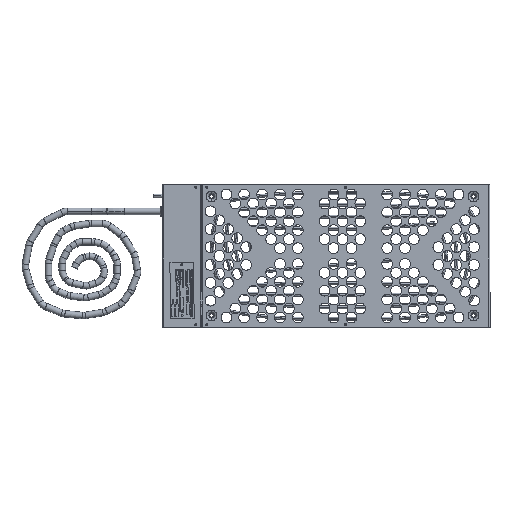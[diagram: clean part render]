
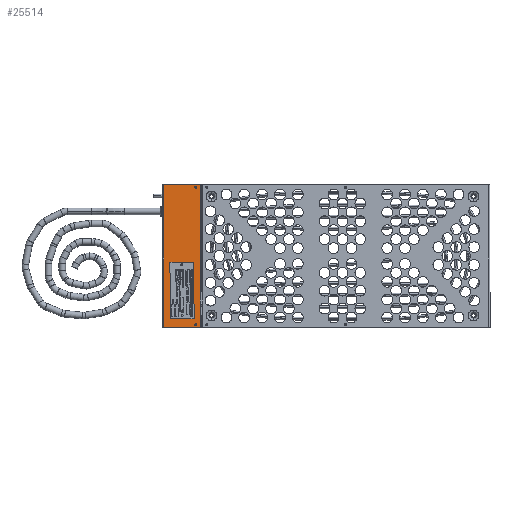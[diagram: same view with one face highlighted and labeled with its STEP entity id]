
A CAD part, top view. The second image highlights one B-rep face of the part: STEP entity #25514.
In plain terms, the highlighted planar face has unit normal (0, 0, 1).
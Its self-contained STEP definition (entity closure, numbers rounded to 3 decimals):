
#1353 = VERTEX_POINT ( 'NONE', #64183 ) ;
#4334 = DIRECTION ( 'NONE',  ( 1., 0., 0. ) ) ;
#4902 = PLANE ( 'NONE',  #52062 ) ;
#5928 = DIRECTION ( 'NONE',  ( 1., 0., 0. ) ) ;
#5959 = EDGE_CURVE ( 'NONE', #140518, #111848, #138709, .T. ) ;
#6543 = CARTESIAN_POINT ( 'NONE',  ( 115.5, 23.5, 0. ) ) ;
#6659 = DIRECTION ( 'NONE',  ( 0., 0., 1. ) ) ;
#6780 = ORIENTED_EDGE ( 'NONE', *, *, #43516, .T. ) ;
#8475 = CARTESIAN_POINT ( 'NONE',  ( 120., 30.763, 0. ) ) ;
#8838 = EDGE_CURVE ( 'NONE', #112904, #68008, #130339, .T. ) ;
#12092 = ORIENTED_EDGE ( 'NONE', *, *, #97906, .F. ) ;
#13835 = CARTESIAN_POINT ( 'NONE',  ( 60., 30.763, 0. ) ) ;
#16093 = EDGE_LOOP ( 'NONE', ( #12092, #81255 ) ) ;
#16632 = EDGE_LOOP ( 'NONE', ( #98727, #27773, #97202, #39339, #29207, #34265, #84119, #6780 ) ) ;
#17109 = DIRECTION ( 'NONE',  ( 0., 0., 1. ) ) ;
#18004 = DIRECTION ( 'NONE',  ( 1., 0., 0. ) ) ;
#19075 = DIRECTION ( 'NONE',  ( -1., 0., 0. ) ) ;
#20767 = CARTESIAN_POINT ( 'NONE',  ( 120., -30.763, 0. ) ) ;
#21491 = DIRECTION ( 'NONE',  ( 0., 0., -1. ) ) ;
#22133 = DIRECTION ( 'NONE',  ( 0., 0., 1. ) ) ;
#22245 = VECTOR ( 'NONE', #28220, 1000. ) ;
#23042 = DIRECTION ( 'NONE',  ( -1., 0., 0. ) ) ;
#23261 = LINE ( 'NONE', #103386, #28333 ) ;
#24930 = DIRECTION ( 'NONE',  ( -1., 0., 0. ) ) ;
#25514 = ADVANCED_FACE ( 'NONE', ( #36320, #142209, #138666, #75167, #78693 ), #4902, .T. ) ;
#26501 = CARTESIAN_POINT ( 'NONE',  ( 15.001, 0., 0. ) ) ;
#27773 = ORIENTED_EDGE ( 'NONE', *, *, #116229, .T. ) ;
#28220 = DIRECTION ( 'NONE',  ( -1., 0., 0. ) ) ;
#28333 = VECTOR ( 'NONE', #24930, 1000. ) ;
#29052 = EDGE_CURVE ( 'NONE', #111848, #140518, #39058, .T. ) ;
#29207 = ORIENTED_EDGE ( 'NONE', *, *, #96122, .T. ) ;
#32753 = VERTEX_POINT ( 'NONE', #115398 ) ;
#33958 = LINE ( 'NONE', #124147, #120394 ) ;
#34094 = CARTESIAN_POINT ( 'NONE',  ( 120., -32.5, 0. ) ) ;
#34265 = ORIENTED_EDGE ( 'NONE', *, *, #123119, .T. ) ;
#35717 = DIRECTION ( 'NONE',  ( 1., 0., 0. ) ) ;
#36320 = FACE_BOUND ( 'NONE', #92430, .T. ) ;
#37494 = DIRECTION ( 'NONE',  ( 1., 0., 0. ) ) ;
#38483 = CARTESIAN_POINT ( 'NONE',  ( -120., 32.5, 0. ) ) ;
#39058 = CIRCLE ( 'NONE', #107960, 1.75 ) ;
#39339 = ORIENTED_EDGE ( 'NONE', *, *, #102649, .F. ) ;
#39830 = CIRCLE ( 'NONE', #128473, 1.65 ) ;
#41507 = EDGE_CURVE ( 'NONE', #64333, #111192, #88513, .T. ) ;
#41903 = CARTESIAN_POINT ( 'NONE',  ( 118.5, 30.763, 0. ) ) ;
#42416 = CIRCLE ( 'NONE', #58151, 1.75 ) ;
#43516 = EDGE_CURVE ( 'NONE', #46969, #140796, #68726, .T. ) ;
#43723 = EDGE_LOOP ( 'NONE', ( #63123, #60355 ) ) ;
#46969 = VERTEX_POINT ( 'NONE', #125040 ) ;
#48454 = VECTOR ( 'NONE', #5928, 1000. ) ;
#51861 = VECTOR ( 'NONE', #89929, 1000. ) ;
#52062 = AXIS2_PLACEMENT_3D ( 'NONE', #38483, #81939, #37494 ) ;
#53701 = CARTESIAN_POINT ( 'NONE',  ( 16.651, 0., 0. ) ) ;
#56291 = DIRECTION ( 'NONE',  ( 0., 0., 1. ) ) ;
#58151 = AXIS2_PLACEMENT_3D ( 'NONE', #6543, #63395, #130376 ) ;
#58401 = VECTOR ( 'NONE', #19075, 1000. ) ;
#59846 = ORIENTED_EDGE ( 'NONE', *, *, #41507, .F. ) ;
#60355 = ORIENTED_EDGE ( 'NONE', *, *, #8838, .F. ) ;
#62082 = ORIENTED_EDGE ( 'NONE', *, *, #5959, .T. ) ;
#63123 = ORIENTED_EDGE ( 'NONE', *, *, #105194, .F. ) ;
#63395 = DIRECTION ( 'NONE',  ( 0., 0., 1. ) ) ;
#64183 = CARTESIAN_POINT ( 'NONE',  ( 117.25, 23.5, 0. ) ) ;
#64333 = VERTEX_POINT ( 'NONE', #107490 ) ;
#66000 = VERTEX_POINT ( 'NONE', #67129 ) ;
#66008 = CARTESIAN_POINT ( 'NONE',  ( -115.5, 23.5, 0. ) ) ;
#67129 = CARTESIAN_POINT ( 'NONE',  ( -118.5, 30.763, 0. ) ) ;
#67169 = CARTESIAN_POINT ( 'NONE',  ( 100., 0.5, 0. ) ) ;
#68008 = VERTEX_POINT ( 'NONE', #100852 ) ;
#68382 = CARTESIAN_POINT ( 'NONE',  ( -120., -30.763, 0. ) ) ;
#68726 = LINE ( 'NONE', #68382, #82863 ) ;
#69555 = LINE ( 'NONE', #34094, #51861 ) ;
#72362 = CARTESIAN_POINT ( 'NONE',  ( -113.75, 23.5, 0. ) ) ;
#73368 = AXIS2_PLACEMENT_3D ( 'NONE', #109285, #6659, #18004 ) ;
#75167 = FACE_BOUND ( 'NONE', #16093, .T. ) ;
#75190 = CARTESIAN_POINT ( 'NONE',  ( 60., 30.763, 0. ) ) ;
#78693 = FACE_BOUND ( 'NONE', #139781, .T. ) ;
#78753 = CIRCLE ( 'NONE', #73368, 1.65 ) ;
#78937 = DIRECTION ( 'NONE',  ( 1., 0., 0. ) ) ;
#79421 = LINE ( 'NONE', #98540, #58401 ) ;
#81255 = ORIENTED_EDGE ( 'NONE', *, *, #105451, .F. ) ;
#81939 = DIRECTION ( 'NONE',  ( 0., 0., 1. ) ) ;
#82863 = VECTOR ( 'NONE', #35717, 1000. ) ;
#84119 = ORIENTED_EDGE ( 'NONE', *, *, #138701, .T. ) ;
#87135 = DIRECTION ( 'NONE',  ( 0., 0., -1. ) ) ;
#88513 = CIRCLE ( 'NONE', #129468, 1.65 ) ;
#89929 = DIRECTION ( 'NONE',  ( 0., 1., 0. ) ) ;
#91526 = CARTESIAN_POINT ( 'NONE',  ( 98.35, 0.5, 0. ) ) ;
#91730 = DIRECTION ( 'NONE',  ( 1., 0., 0. ) ) ;
#91754 = CARTESIAN_POINT ( 'NONE',  ( 115.5, 23.5, 0. ) ) ;
#92430 = EDGE_LOOP ( 'NONE', ( #116882, #59846 ) ) ;
#93799 = EDGE_CURVE ( 'NONE', #111192, #64333, #78753, .T. ) ;
#95307 = CARTESIAN_POINT ( 'NONE',  ( -120., -32.5, 0. ) ) ;
#95773 = DIRECTION ( 'NONE',  ( 0., -1., 0. ) ) ;
#96122 = EDGE_CURVE ( 'NONE', #123761, #66000, #23261, .T. ) ;
#97202 = ORIENTED_EDGE ( 'NONE', *, *, #113216, .T. ) ;
#97906 = EDGE_CURVE ( 'NONE', #1353, #118622, #42416, .T. ) ;
#97966 = CARTESIAN_POINT ( 'NONE',  ( -115.5, 23.5, 0. ) ) ;
#98540 = CARTESIAN_POINT ( 'NONE',  ( 120., 30.763, 0. ) ) ;
#98727 = ORIENTED_EDGE ( 'NONE', *, *, #130667, .T. ) ;
#100852 = CARTESIAN_POINT ( 'NONE',  ( 101.65, 0.5, 0. ) ) ;
#102649 = EDGE_CURVE ( 'NONE', #123761, #144439, #145525, .T. ) ;
#103386 = CARTESIAN_POINT ( 'NONE',  ( 120., 30.763, 0. ) ) ;
#104214 = AXIS2_PLACEMENT_3D ( 'NONE', #66008, #21491, #122574 ) ;
#104565 = LINE ( 'NONE', #95307, #136271 ) ;
#105194 = EDGE_CURVE ( 'NONE', #68008, #112904, #39830, .T. ) ;
#105451 = EDGE_CURVE ( 'NONE', #118622, #1353, #126253, .T. ) ;
#105833 = AXIS2_PLACEMENT_3D ( 'NONE', #91754, #137586, #78937 ) ;
#107490 = CARTESIAN_POINT ( 'NONE',  ( 13.351, 0., 0. ) ) ;
#107960 = AXIS2_PLACEMENT_3D ( 'NONE', #97966, #87135, #130980 ) ;
#109285 = CARTESIAN_POINT ( 'NONE',  ( 15.001, 0., 0. ) ) ;
#111012 = CARTESIAN_POINT ( 'NONE',  ( 100., 30.763, 0. ) ) ;
#111192 = VERTEX_POINT ( 'NONE', #53701 ) ;
#111848 = VERTEX_POINT ( 'NONE', #112561 ) ;
#112165 = CARTESIAN_POINT ( 'NONE',  ( 113.75, 23.5, 0. ) ) ;
#112561 = CARTESIAN_POINT ( 'NONE',  ( -117.25, 23.5, 0. ) ) ;
#112904 = VERTEX_POINT ( 'NONE', #91526 ) ;
#113216 = EDGE_CURVE ( 'NONE', #129562, #144439, #114138, .T. ) ;
#114138 = LINE ( 'NONE', #8475, #22245 ) ;
#115398 = CARTESIAN_POINT ( 'NONE',  ( -120., 30.763, 0. ) ) ;
#116229 = EDGE_CURVE ( 'NONE', #121635, #129562, #79421, .T. ) ;
#116727 = CARTESIAN_POINT ( 'NONE',  ( 120., 30.763, 0. ) ) ;
#116882 = ORIENTED_EDGE ( 'NONE', *, *, #93799, .F. ) ;
#118622 = VERTEX_POINT ( 'NONE', #112165 ) ;
#120394 = VECTOR ( 'NONE', #23042, 1000. ) ;
#121635 = VERTEX_POINT ( 'NONE', #116727 ) ;
#122574 = DIRECTION ( 'NONE',  ( -1., 0., 0. ) ) ;
#123119 = EDGE_CURVE ( 'NONE', #66000, #32753, #33958, .T. ) ;
#123703 = CARTESIAN_POINT ( 'NONE',  ( 100., 0.5, 0. ) ) ;
#123761 = VERTEX_POINT ( 'NONE', #75190 ) ;
#124147 = CARTESIAN_POINT ( 'NONE',  ( 120., 30.763, 0. ) ) ;
#125040 = CARTESIAN_POINT ( 'NONE',  ( -120., -30.763, 0. ) ) ;
#126253 = CIRCLE ( 'NONE', #105833, 1.75 ) ;
#128473 = AXIS2_PLACEMENT_3D ( 'NONE', #67169, #22133, #134130 ) ;
#129468 = AXIS2_PLACEMENT_3D ( 'NONE', #26501, #17109, #4334 ) ;
#129562 = VERTEX_POINT ( 'NONE', #41903 ) ;
#130339 = CIRCLE ( 'NONE', #141431, 1.65 ) ;
#130376 = DIRECTION ( 'NONE',  ( 1., 0., 0. ) ) ;
#130667 = EDGE_CURVE ( 'NONE', #140796, #121635, #69555, .T. ) ;
#130980 = DIRECTION ( 'NONE',  ( -1., 0., 0. ) ) ;
#134130 = DIRECTION ( 'NONE',  ( 1., 0., 0. ) ) ;
#136271 = VECTOR ( 'NONE', #95773, 1000. ) ;
#137586 = DIRECTION ( 'NONE',  ( 0., 0., 1. ) ) ;
#138666 = FACE_OUTER_BOUND ( 'NONE', #16632, .T. ) ;
#138701 = EDGE_CURVE ( 'NONE', #32753, #46969, #104565, .T. ) ;
#138709 = CIRCLE ( 'NONE', #104214, 1.75 ) ;
#139781 = EDGE_LOOP ( 'NONE', ( #62082, #146088 ) ) ;
#140518 = VERTEX_POINT ( 'NONE', #72362 ) ;
#140796 = VERTEX_POINT ( 'NONE', #20767 ) ;
#141431 = AXIS2_PLACEMENT_3D ( 'NONE', #123703, #56291, #91730 ) ;
#142209 = FACE_BOUND ( 'NONE', #43723, .T. ) ;
#144439 = VERTEX_POINT ( 'NONE', #111012 ) ;
#145525 = LINE ( 'NONE', #13835, #48454 ) ;
#146088 = ORIENTED_EDGE ( 'NONE', *, *, #29052, .T. ) ;
